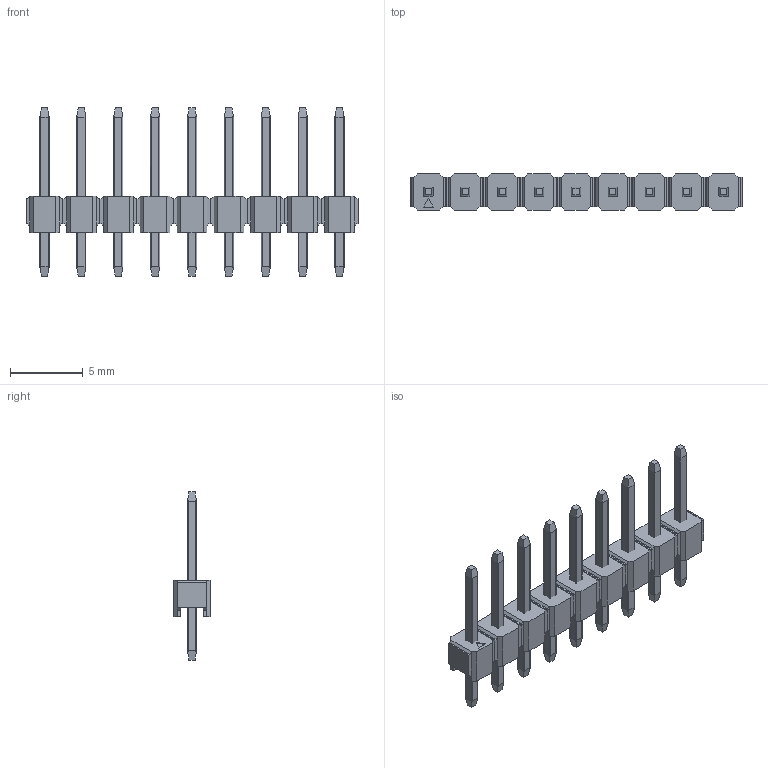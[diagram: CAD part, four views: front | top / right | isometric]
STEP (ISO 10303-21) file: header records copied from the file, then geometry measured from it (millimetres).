
FILE_DESCRIPTION (( 'STEP AP214' ), '1' );
FILE_NAME ('2.54_pin_header_1x9_yellow.STEP', '2025-01-06T16:39:01', ( '' ), ( '' ), 'SwSTEP 2.0', 'SolidWorks 2023', '' );
FILE_SCHEMA (( 'AUTOMOTIVE_DESIGN' ));
Length unit declared in the file: millimetre
Products named in the file (1): 2.54_pin_header_1x9_yellow
Bounding box: 22.86 x 2.5 x 11.6 mm (x, y, z)
Volume: 152.2 mm3; surface area: 572.5 mm2
Topology: 18 solids, 18 shells, 436 faces, 1125 edges, 726 vertices
Faces by surface type: plane 400, cylinder 36
Entity records: 17865 total; most frequent: CARTESIAN_POINT 2720, ORIENTED_EDGE 2250, DIRECTION 1855, EDGE_CURVE 1125, LINE 981, VECTOR 981, VERTEX_POINT 726, UNCERTAINTY_MEASURE_WITH_UNIT 455
